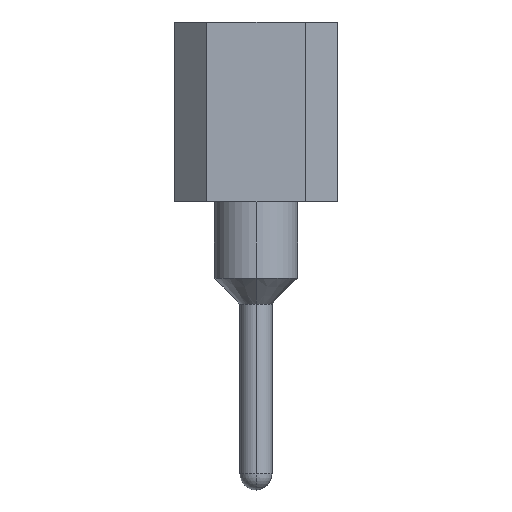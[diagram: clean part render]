
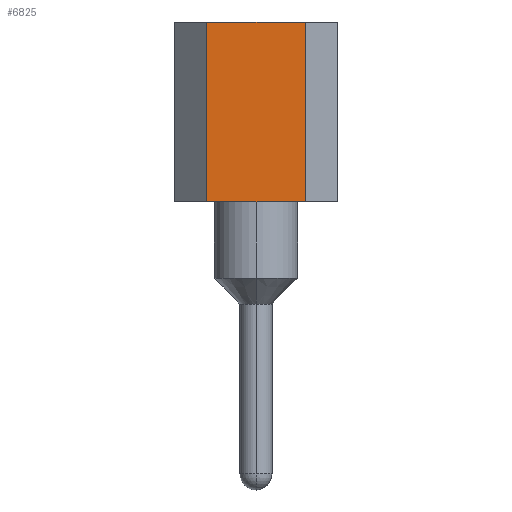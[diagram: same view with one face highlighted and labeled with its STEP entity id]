
A CAD part, left-side view. The second image highlights one B-rep face of the part: STEP entity #6825.
In plain terms, the highlighted planar face has unit normal (-1, 0, 0).
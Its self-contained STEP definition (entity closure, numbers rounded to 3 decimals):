
#6769=CARTESIAN_POINT('',(-1.27,-0.77,4.4));
#6770=VERTEX_POINT('',#6769);
#6777=CARTESIAN_POINT('',(-1.27,-0.77,1.6));
#6778=VERTEX_POINT('',#6777);
#6779=CARTESIAN_POINT('',(-1.27,-0.77,1.6));
#6780=DIRECTION('',(0.0,0.0,1.0));
#6781=VECTOR('',#6780,2.8);
#6782=LINE('',#6779,#6781);
#6783=EDGE_CURVE('',#6778,#6770,#6782,.T.);
#6795=CARTESIAN_POINT('',(-1.27,-0.77,1.6));
#6796=DIRECTION('',(-1.0,0.0,0.0));
#6797=DIRECTION('',(0.0,0.0,-1.0));
#6798=AXIS2_PLACEMENT_3D('',#6795,#6796,#6797);
#6799=PLANE('',#6798);
#6800=CARTESIAN_POINT('',(-1.27,0.77,4.4));
#6801=VERTEX_POINT('',#6800);
#6802=CARTESIAN_POINT('',(-1.27,-0.77,4.4));
#6803=DIRECTION('',(0.0,1.0,0.0));
#6804=VECTOR('',#6803,1.54);
#6805=LINE('',#6802,#6804);
#6806=EDGE_CURVE('',#6770,#6801,#6805,.T.);
#6807=ORIENTED_EDGE('',*,*,#6806,.T.);
#6808=CARTESIAN_POINT('',(-1.27,0.77,1.6));
#6809=VERTEX_POINT('',#6808);
#6810=CARTESIAN_POINT('',(-1.27,0.77,1.6));
#6811=DIRECTION('',(0.0,0.0,1.0));
#6812=VECTOR('',#6811,2.8);
#6813=LINE('',#6810,#6812);
#6814=EDGE_CURVE('',#6809,#6801,#6813,.T.);
#6815=ORIENTED_EDGE('',*,*,#6814,.F.);
#6816=CARTESIAN_POINT('',(-1.27,0.77,1.6));
#6817=DIRECTION('',(0.0,-1.0,0.0));
#6818=VECTOR('',#6817,1.54);
#6819=LINE('',#6816,#6818);
#6820=EDGE_CURVE('',#6809,#6778,#6819,.T.);
#6821=ORIENTED_EDGE('',*,*,#6820,.T.);
#6822=ORIENTED_EDGE('',*,*,#6783,.T.);
#6823=EDGE_LOOP('',(#6807,#6815,#6821,#6822));
#6824=FACE_OUTER_BOUND('',#6823,.T.);
#6825=ADVANCED_FACE('',(#6824),#6799,.T.);
